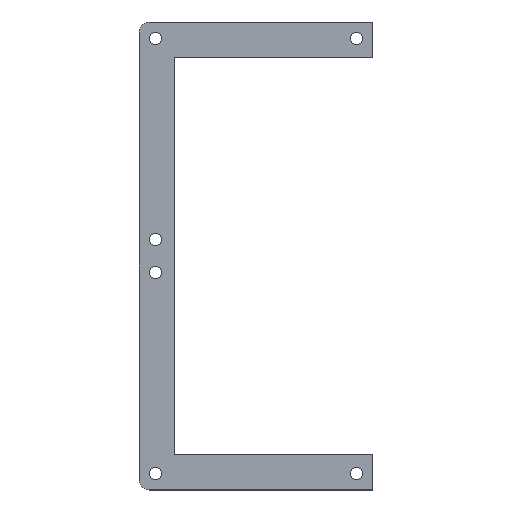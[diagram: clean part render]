
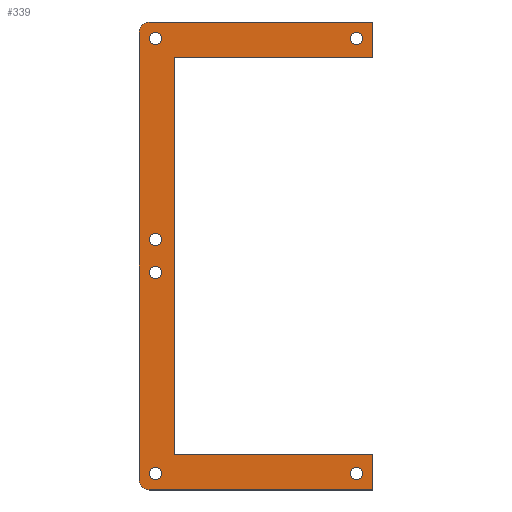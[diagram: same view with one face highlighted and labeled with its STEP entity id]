
A CAD part, top view. The second image highlights one B-rep face of the part: STEP entity #339.
In plain terms, the highlighted planar face has unit normal (0, 0, 1).
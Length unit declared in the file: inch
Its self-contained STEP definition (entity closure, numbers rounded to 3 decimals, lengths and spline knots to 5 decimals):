
#16=PLANE('',#373);
#27=LINE('',#523,#53);
#30=LINE('',#529,#56);
#31=LINE('',#531,#57);
#32=LINE('',#533,#58);
#33=LINE('',#535,#59);
#34=LINE('',#537,#60);
#35=LINE('',#539,#61);
#36=LINE('',#541,#62);
#53=VECTOR('',#433,10.25);
#56=VECTOR('',#438,5.125);
#57=VECTOR('',#439,0.813);
#58=VECTOR('',#440,4.562);
#59=VECTOR('',#441,9.124);
#60=VECTOR('',#442,4.562);
#61=VECTOR('',#443,0.813);
#62=VECTOR('',#444,5.125);
#83=FACE_BOUND('',#128,.T.);
#84=FACE_BOUND('',#129,.T.);
#85=FACE_BOUND('',#130,.T.);
#86=FACE_BOUND('',#131,.T.);
#87=FACE_BOUND('',#132,.T.);
#88=FACE_BOUND('',#133,.T.);
#103=FACE_OUTER_BOUND('',#127,.T.);
#127=EDGE_LOOP('',(#259,#260,#261,#262,#263,#264,#265,#266,#267,#268));
#128=EDGE_LOOP('',(#269));
#129=EDGE_LOOP('',(#270));
#130=EDGE_LOOP('',(#271));
#131=EDGE_LOOP('',(#272));
#132=EDGE_LOOP('',(#273));
#133=EDGE_LOOP('',(#274));
#150=CIRCLE('',#353,0.14);
#152=CIRCLE('',#356,0.14);
#154=CIRCLE('',#359,0.14);
#156=CIRCLE('',#362,0.14);
#158=CIRCLE('',#365,0.14);
#160=CIRCLE('',#368,0.14);
#161=CIRCLE('',#370,0.25);
#163=CIRCLE('',#374,0.25);
#166=VERTEX_POINT('',#485);
#168=VERTEX_POINT('',#490);
#170=VERTEX_POINT('',#495);
#172=VERTEX_POINT('',#500);
#174=VERTEX_POINT('',#505);
#176=VERTEX_POINT('',#510);
#177=VERTEX_POINT('',#513);
#178=VERTEX_POINT('',#514);
#181=VERTEX_POINT('',#522);
#183=VERTEX_POINT('',#528);
#184=VERTEX_POINT('',#530);
#185=VERTEX_POINT('',#532);
#186=VERTEX_POINT('',#534);
#187=VERTEX_POINT('',#536);
#188=VERTEX_POINT('',#538);
#189=VERTEX_POINT('',#540);
#198=EDGE_CURVE('',#166,#166,#150,.T.);
#200=EDGE_CURVE('',#168,#168,#152,.T.);
#202=EDGE_CURVE('',#170,#170,#154,.T.);
#204=EDGE_CURVE('',#172,#172,#156,.T.);
#206=EDGE_CURVE('',#174,#174,#158,.T.);
#208=EDGE_CURVE('',#176,#176,#160,.T.);
#209=EDGE_CURVE('',#177,#178,#161,.T.);
#213=EDGE_CURVE('',#178,#181,#27,.T.);
#216=EDGE_CURVE('',#183,#177,#30,.T.);
#217=EDGE_CURVE('',#184,#183,#31,.T.);
#218=EDGE_CURVE('',#184,#185,#32,.T.);
#219=EDGE_CURVE('',#185,#186,#33,.T.);
#220=EDGE_CURVE('',#186,#187,#34,.T.);
#221=EDGE_CURVE('',#188,#187,#35,.T.);
#222=EDGE_CURVE('',#189,#188,#36,.T.);
#223=EDGE_CURVE('',#181,#189,#163,.T.);
#259=ORIENTED_EDGE('',*,*,#209,.F.);
#260=ORIENTED_EDGE('',*,*,#216,.F.);
#261=ORIENTED_EDGE('',*,*,#217,.F.);
#262=ORIENTED_EDGE('',*,*,#218,.T.);
#263=ORIENTED_EDGE('',*,*,#219,.T.);
#264=ORIENTED_EDGE('',*,*,#220,.T.);
#265=ORIENTED_EDGE('',*,*,#221,.F.);
#266=ORIENTED_EDGE('',*,*,#222,.F.);
#267=ORIENTED_EDGE('',*,*,#223,.F.);
#268=ORIENTED_EDGE('',*,*,#213,.F.);
#269=ORIENTED_EDGE('',*,*,#198,.T.);
#270=ORIENTED_EDGE('',*,*,#200,.T.);
#271=ORIENTED_EDGE('',*,*,#202,.T.);
#272=ORIENTED_EDGE('',*,*,#204,.T.);
#273=ORIENTED_EDGE('',*,*,#206,.T.);
#274=ORIENTED_EDGE('',*,*,#208,.T.);
#339=ADVANCED_FACE('',(#103,#83,#84,#85,#86,#87,#88),#16,.T.);
#353=AXIS2_PLACEMENT_3D('',#486,#391,#392);
#356=AXIS2_PLACEMENT_3D('',#491,#397,#398);
#359=AXIS2_PLACEMENT_3D('',#496,#403,#404);
#362=AXIS2_PLACEMENT_3D('',#501,#409,#410);
#365=AXIS2_PLACEMENT_3D('',#506,#415,#416);
#368=AXIS2_PLACEMENT_3D('',#511,#421,#422);
#370=AXIS2_PLACEMENT_3D('',#515,#425,#426);
#373=AXIS2_PLACEMENT_3D('',#527,#436,#437);
#374=AXIS2_PLACEMENT_3D('',#542,#445,#446);
#391=DIRECTION('center_axis',(0.,0.,-1.));
#392=DIRECTION('ref_axis',(-1.,0.,0.));
#397=DIRECTION('center_axis',(0.,0.,-1.));
#398=DIRECTION('ref_axis',(-1.,0.,0.));
#403=DIRECTION('center_axis',(0.,0.,-1.));
#404=DIRECTION('ref_axis',(-1.,0.,0.));
#409=DIRECTION('center_axis',(0.,0.,-1.));
#410=DIRECTION('ref_axis',(-1.,0.,0.));
#415=DIRECTION('center_axis',(0.,0.,-1.));
#416=DIRECTION('ref_axis',(-1.,0.,0.));
#421=DIRECTION('center_axis',(0.,0.,-1.));
#422=DIRECTION('ref_axis',(-1.,0.,0.));
#425=DIRECTION('center_axis',(0.,0.,-1.));
#426=DIRECTION('ref_axis',(-0.707,-0.707,0.));
#433=DIRECTION('',(0.,1.,0.));
#436=DIRECTION('center_axis',(0.,0.,1.));
#437=DIRECTION('ref_axis',(1.,0.,0.));
#438=DIRECTION('',(-1.,0.,0.));
#439=DIRECTION('',(0.,-1.,0.));
#440=DIRECTION('',(-1.,0.,0.));
#441=DIRECTION('',(0.,1.,0.));
#442=DIRECTION('',(1.,0.,0.));
#443=DIRECTION('',(0.,-1.,0.));
#444=DIRECTION('',(1.,0.,0.));
#445=DIRECTION('center_axis',(0.,0.,-1.));
#446=DIRECTION('ref_axis',(-0.707,0.707,0.));
#485=CARTESIAN_POINT('',(-2.1675,-4.995,0.125));
#486=CARTESIAN_POINT('Origin',(-2.3075,-4.995,0.125));
#490=CARTESIAN_POINT('',(-2.1675,0.38,0.125));
#491=CARTESIAN_POINT('Origin',(-2.3075,0.38,0.125));
#495=CARTESIAN_POINT('',(-2.1675,4.995,0.125));
#496=CARTESIAN_POINT('Origin',(-2.3075,4.995,0.125));
#500=CARTESIAN_POINT('',(2.4475,4.995,0.125));
#501=CARTESIAN_POINT('Origin',(2.3075,4.995,0.125));
#505=CARTESIAN_POINT('',(-2.1675,-0.38,0.125));
#506=CARTESIAN_POINT('Origin',(-2.3075,-0.38,0.125));
#510=CARTESIAN_POINT('',(2.4475,-4.995,0.125));
#511=CARTESIAN_POINT('Origin',(2.3075,-4.995,0.125));
#513=CARTESIAN_POINT('',(-2.4375,-5.375,0.125));
#514=CARTESIAN_POINT('',(-2.6875,-5.125,0.125));
#515=CARTESIAN_POINT('Origin',(-2.4375,-5.125,0.125));
#522=CARTESIAN_POINT('',(-2.6875,5.125,0.125));
#523=CARTESIAN_POINT('',(-2.6875,5.375,0.125));
#527=CARTESIAN_POINT('Origin',(0.,0.,0.125));
#528=CARTESIAN_POINT('',(2.6875,-5.375,0.125));
#529=CARTESIAN_POINT('',(-2.6875,-5.375,0.125));
#530=CARTESIAN_POINT('',(2.6875,-4.562,0.125));
#531=CARTESIAN_POINT('',(2.6875,-5.375,0.125));
#532=CARTESIAN_POINT('',(-1.8745,-4.562,0.125));
#533=CARTESIAN_POINT('',(1.34375,-4.562,0.125));
#534=CARTESIAN_POINT('',(-1.8745,4.562,0.125));
#535=CARTESIAN_POINT('',(-1.8745,-2.281,0.125));
#536=CARTESIAN_POINT('',(2.6875,4.562,0.125));
#537=CARTESIAN_POINT('',(-0.93725,4.562,0.125));
#538=CARTESIAN_POINT('',(2.6875,5.375,0.125));
#539=CARTESIAN_POINT('',(2.6875,-5.375,0.125));
#540=CARTESIAN_POINT('',(-2.4375,5.375,0.125));
#541=CARTESIAN_POINT('',(2.6875,5.375,0.125));
#542=CARTESIAN_POINT('Origin',(-2.4375,5.125,0.125));
